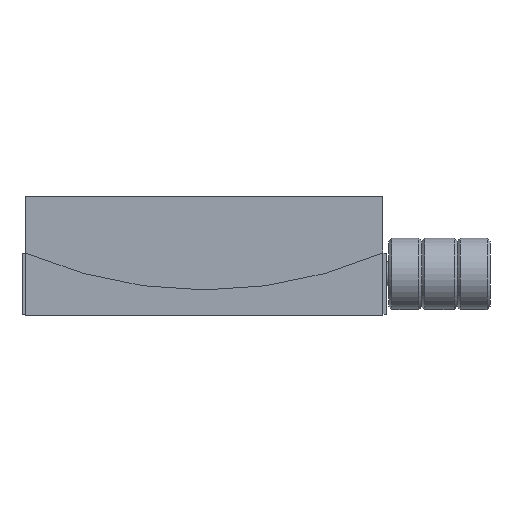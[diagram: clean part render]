
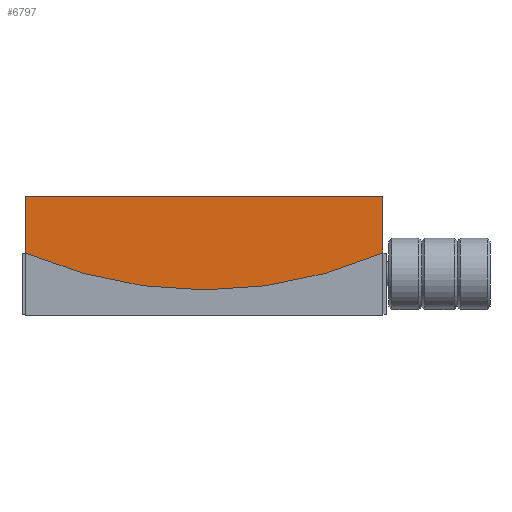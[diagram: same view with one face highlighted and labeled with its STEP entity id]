
A CAD part, front view. The second image highlights one B-rep face of the part: STEP entity #6797.
In plain terms, the highlighted planar face has unit normal (0, -1, 0).
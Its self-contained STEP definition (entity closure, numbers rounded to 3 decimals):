
#1983 = CARTESIAN_POINT ( 'NONE',  ( -30., -30., 2.75 ) ) ;
#1984 = DIRECTION ( 'NONE',  ( 0., 0., -1. ) ) ;
#1985 = DIRECTION ( 'NONE',  ( 0., -1., 0. ) ) ;
#1986 = CARTESIAN_POINT ( 'NONE',  ( 0., -30., 72.25 ) ) ;
#1987 = AXIS2_PLACEMENT_3D ( 'NONE', #1986, #1985, #1984 ) ;
#1988 = CIRCLE ( 'NONE', #1987, 75.698 ) ;
#2071 = CARTESIAN_POINT ( 'NONE',  ( 0., -30., -3.448 ) ) ;
#3055 = CARTESIAN_POINT ( 'NONE',  ( 30., -30., 12.25 ) ) ;
#3056 = DIRECTION ( 'NONE',  ( 1., 0., 0. ) ) ;
#3057 = VECTOR ( 'NONE', #3056, 1000. ) ;
#3058 = CARTESIAN_POINT ( 'NONE',  ( -90.747, -30., 12.25 ) ) ;
#3059 = LINE ( 'NONE', #3058, #3057 ) ;
#3060 = CARTESIAN_POINT ( 'NONE',  ( -30., -30., 12.25 ) ) ;
#3825 = CARTESIAN_POINT ( 'NONE',  ( 30., -30., 2.75 ) ) ;
#3826 = DIRECTION ( 'NONE',  ( 0., 0., -1. ) ) ;
#3827 = VECTOR ( 'NONE', #3826, 1000. ) ;
#3828 = CARTESIAN_POINT ( 'NONE',  ( 30., -30., 2.75 ) ) ;
#3829 = LINE ( 'NONE', #3828, #3827 ) ;
#3844 = DIRECTION ( 'NONE',  ( 0., 0., -1. ) ) ;
#3845 = DIRECTION ( 'NONE',  ( 0., -1., 0. ) ) ;
#3846 = CARTESIAN_POINT ( 'NONE',  ( 0., -30., 72.25 ) ) ;
#3847 = AXIS2_PLACEMENT_3D ( 'NONE', #3846, #3845, #3844 ) ;
#3848 = CIRCLE ( 'NONE', #3847, 75.698 ) ;
#3870 = DIRECTION ( 'NONE',  ( 0., 0., -1. ) ) ;
#3871 = VECTOR ( 'NONE', #3870, 1000. ) ;
#3872 = CARTESIAN_POINT ( 'NONE',  ( -30., -30., 2.75 ) ) ;
#3873 = LINE ( 'NONE', #3872, #3871 ) ;
#4804 = DIRECTION ( 'NONE',  ( 0., 0., -1. ) ) ;
#4805 = DIRECTION ( 'NONE',  ( 0., -1., 0. ) ) ;
#4806 = CARTESIAN_POINT ( 'NONE',  ( -90.747, -30., 2.75 ) ) ;
#4807 = AXIS2_PLACEMENT_3D ( 'NONE', #4806, #4805, #4804 ) ;
#4808 = PLANE ( 'NONE',  #4807 ) ;
#4813 = FACE_OUTER_BOUND ( 'NONE', #6803, .T. ) ;
#5633 = VERTEX_POINT ( 'NONE', #2071 ) ;
#5635 = EDGE_CURVE ( 'NONE', #5636, #5633, #1988, .T. ) ;
#5636 = VERTEX_POINT ( 'NONE', #1983 ) ;
#6179 = VERTEX_POINT ( 'NONE', #3060 ) ;
#6181 = EDGE_CURVE ( 'NONE', #6179, #6182, #3059, .T. ) ;
#6182 = VERTEX_POINT ( 'NONE', #3055 ) ;
#6494 = EDGE_CURVE ( 'NONE', #6179, #5636, #3873, .T. ) ;
#6532 = ORIENTED_EDGE ( 'NONE', *, *, #6533, .T. ) ;
#6533 = EDGE_CURVE ( 'NONE', #5633, #6546, #3848, .T. ) ;
#6534 = ORIENTED_EDGE ( 'NONE', *, *, #6545, .F. ) ;
#6545 = EDGE_CURVE ( 'NONE', #6182, #6546, #3829, .T. ) ;
#6546 = VERTEX_POINT ( 'NONE', #3825 ) ;
#6740 = ORIENTED_EDGE ( 'NONE', *, *, #6181, .F. ) ;
#6743 = ORIENTED_EDGE ( 'NONE', *, *, #5635, .T. ) ;
#6797 = ADVANCED_FACE ( 'NONE', ( #4813 ), #4808, .T. ) ;
#6798 = ORIENTED_EDGE ( 'NONE', *, *, #6494, .T. ) ;
#6803 = EDGE_LOOP ( 'NONE', ( #6740, #6798, #6743, #6532, #6534 ) ) ;
